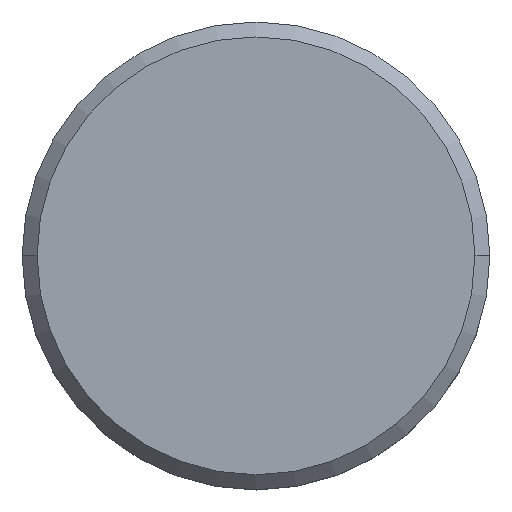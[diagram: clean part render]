
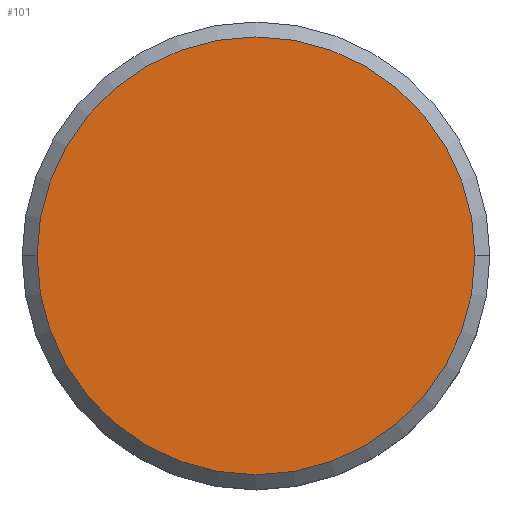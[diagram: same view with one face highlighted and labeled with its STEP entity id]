
A CAD part, top view. The second image highlights one B-rep face of the part: STEP entity #101.
In plain terms, the highlighted planar face has unit normal (0, 0, 1).
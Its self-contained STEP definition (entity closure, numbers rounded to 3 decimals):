
#87=EDGE_CURVE('',#121,#123,#193,.T.);
#97=EDGE_CURVE('',#123,#121,#204,.T.);
#101=ADVANCED_FACE('',(#208),#209,.T.);
#121=VERTEX_POINT('',#231);
#123=VERTEX_POINT('',#233);
#193=CIRCLE('',#305,11.7);
#204=CIRCLE('',#322,11.7);
#208=FACE_OUTER_BOUND('',#326,.T.);
#209=PLANE('',#327);
#231=CARTESIAN_POINT('',(-11.7,0.,8.0));
#233=CARTESIAN_POINT('',(11.7,0.,8.0));
#305=AXIS2_PLACEMENT_3D('',#430,#431,#432);
#322=AXIS2_PLACEMENT_3D('',#446,#447,#448);
#326=EDGE_LOOP('',(#450,#451));
#327=AXIS2_PLACEMENT_3D('',#452,#453,#454);
#430=CARTESIAN_POINT('',(0.0,0.,8.0));
#431=DIRECTION('',(0.0,0.,-1.0));
#432=DIRECTION('',(1.0,0.0,0.0));
#446=CARTESIAN_POINT('',(0.0,0.,8.0));
#447=DIRECTION('',(0.0,0.,-1.0));
#448=DIRECTION('',(1.0,0.0,0.0));
#450=ORIENTED_EDGE('',*,*,#97,.F.);
#451=ORIENTED_EDGE('',*,*,#87,.F.);
#452=CARTESIAN_POINT('',(5.85,0.,8.0));
#453=DIRECTION('',(0.0,0.,1.0));
#454=DIRECTION('',(-1.0,0.0,0.0));
